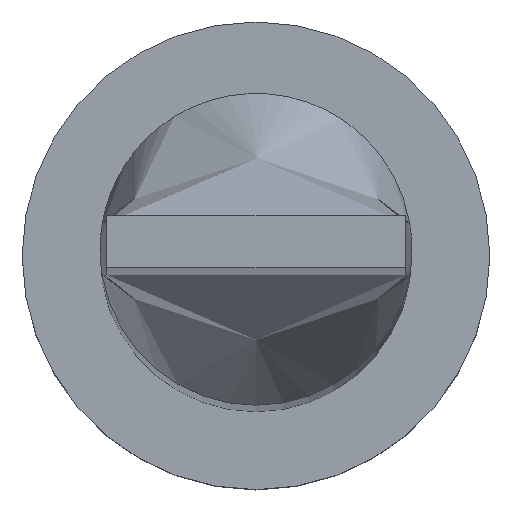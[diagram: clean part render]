
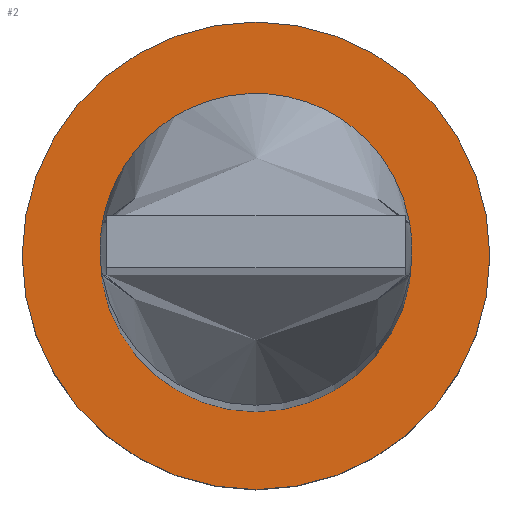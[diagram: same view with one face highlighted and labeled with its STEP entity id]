
A CAD part, top view. The second image highlights one B-rep face of the part: STEP entity #2.
In plain terms, the highlighted planar face has unit normal (0, 0, 1).
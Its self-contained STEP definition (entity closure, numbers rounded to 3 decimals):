
#2 = ADVANCED_FACE ( 'NONE', ( #609, #332 ), #182, .T. ) ;
#10 = EDGE_CURVE ( 'NONE', #406, #203, #491, .T. ) ;
#15 = EDGE_LOOP ( 'NONE', ( #252, #585 ) ) ;
#19 = VERTEX_POINT ( 'NONE', #179 ) ;
#34 = AXIS2_PLACEMENT_3D ( 'NONE', #416, #602, #605 ) ;
#47 = CIRCLE ( 'NONE', #34, 6. ) ;
#71 = DIRECTION ( 'NONE',  ( 1., 0., 0. ) ) ;
#75 = ORIENTED_EDGE ( 'NONE', *, *, #598, .F. ) ;
#134 = CARTESIAN_POINT ( 'NONE',  ( 0., 0., 7. ) ) ;
#179 = CARTESIAN_POINT ( 'NONE',  ( -6., 0., 7. ) ) ;
#182 = PLANE ( 'NONE',  #481 ) ;
#203 = VERTEX_POINT ( 'NONE', #347 ) ;
#231 = CARTESIAN_POINT ( 'NONE',  ( 6., 0., 7. ) ) ;
#244 = AXIS2_PLACEMENT_3D ( 'NONE', #511, #370, #417 ) ;
#252 = ORIENTED_EDGE ( 'NONE', *, *, #334, .T. ) ;
#269 = CARTESIAN_POINT ( 'NONE',  ( 0., 0., 7. ) ) ;
#276 = CARTESIAN_POINT ( 'NONE',  ( 9., 0., 7. ) ) ;
#308 = DIRECTION ( 'NONE',  ( 0., 0., 1. ) ) ;
#316 = AXIS2_PLACEMENT_3D ( 'NONE', #134, #340, #338 ) ;
#332 = FACE_OUTER_BOUND ( 'NONE', #15, .T. ) ;
#334 = EDGE_CURVE ( 'NONE', #203, #406, #534, .T. ) ;
#338 = DIRECTION ( 'NONE',  ( 1., 0., 0. ) ) ;
#340 = DIRECTION ( 'NONE',  ( 0., 0., 1. ) ) ;
#343 = AXIS2_PLACEMENT_3D ( 'NONE', #547, #308, #71 ) ;
#347 = CARTESIAN_POINT ( 'NONE',  ( -9., 0., 7. ) ) ;
#370 = DIRECTION ( 'NONE',  ( 0., 0., 1. ) ) ;
#392 = ORIENTED_EDGE ( 'NONE', *, *, #411, .F. ) ;
#403 = VERTEX_POINT ( 'NONE', #231 ) ;
#406 = VERTEX_POINT ( 'NONE', #276 ) ;
#411 = EDGE_CURVE ( 'NONE', #403, #19, #607, .T. ) ;
#413 = DIRECTION ( 'NONE',  ( 1., 0., 0. ) ) ;
#416 = CARTESIAN_POINT ( 'NONE',  ( 0., 0., 7. ) ) ;
#417 = DIRECTION ( 'NONE',  ( 1., 0., 0. ) ) ;
#423 = EDGE_LOOP ( 'NONE', ( #75, #392 ) ) ;
#424 = DIRECTION ( 'NONE',  ( 0., 0., 1. ) ) ;
#481 = AXIS2_PLACEMENT_3D ( 'NONE', #269, #424, #413 ) ;
#491 = CIRCLE ( 'NONE', #244, 9. ) ;
#511 = CARTESIAN_POINT ( 'NONE',  ( 0., 0., 7. ) ) ;
#534 = CIRCLE ( 'NONE', #343, 9. ) ;
#547 = CARTESIAN_POINT ( 'NONE',  ( 0., 0., 7. ) ) ;
#585 = ORIENTED_EDGE ( 'NONE', *, *, #10, .T. ) ;
#598 = EDGE_CURVE ( 'NONE', #19, #403, #47, .T. ) ;
#602 = DIRECTION ( 'NONE',  ( 0., 0., 1. ) ) ;
#605 = DIRECTION ( 'NONE',  ( 1., 0., 0. ) ) ;
#607 = CIRCLE ( 'NONE', #316, 6. ) ;
#609 = FACE_BOUND ( 'NONE', #423, .T. ) ;
